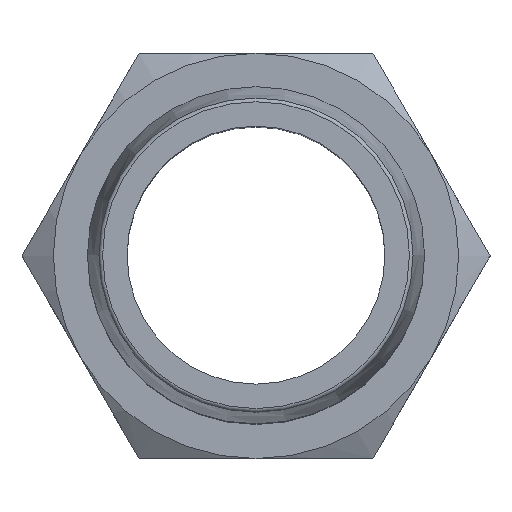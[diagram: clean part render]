
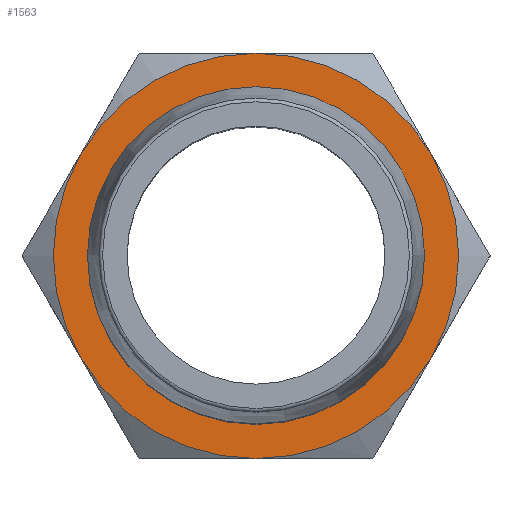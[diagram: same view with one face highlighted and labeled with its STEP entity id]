
A CAD part, top view. The second image highlights one B-rep face of the part: STEP entity #1563.
In plain terms, the highlighted face is planar.
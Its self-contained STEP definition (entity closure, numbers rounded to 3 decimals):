
#775=ORIENTED_EDGE('',*,*,#948,.T.);
#776=ORIENTED_EDGE('',*,*,#949,.T.);
#777=ORIENTED_EDGE('',*,*,#950,.T.);
#778=ORIENTED_EDGE('',*,*,#951,.T.);
#779=ORIENTED_EDGE('',*,*,#952,.T.);
#780=ORIENTED_EDGE('',*,*,#947,.T.);
#781=ORIENTED_EDGE('',*,*,#953,.F.);
#841=CIRCLE('',#1486,11.);
#842=CIRCLE('',#1488,11.);
#843=CIRCLE('',#1489,11.);
#844=CIRCLE('',#1490,11.);
#845=CIRCLE('',#1491,11.);
#846=CIRCLE('',#1492,11.);
#847=CIRCLE('',#1493,9.15);
#876=VERTEX_POINT('',#1321);
#880=VERTEX_POINT('',#1333);
#883=VERTEX_POINT('',#1343);
#886=VERTEX_POINT('',#1353);
#889=VERTEX_POINT('',#1363);
#890=VERTEX_POINT('',#1369);
#891=VERTEX_POINT('',#1380);
#947=EDGE_CURVE('',#890,#876,#841,.T.);
#948=EDGE_CURVE('',#876,#880,#842,.T.);
#949=EDGE_CURVE('',#880,#883,#843,.T.);
#950=EDGE_CURVE('',#883,#886,#844,.T.);
#951=EDGE_CURVE('',#886,#889,#845,.T.);
#952=EDGE_CURVE('',#889,#890,#846,.T.);
#953=EDGE_CURVE('',#891,#891,#847,.T.);
#988=EDGE_LOOP('',(#775,#776,#777,#778,#779,#780));
#989=EDGE_LOOP('',(#781));
#1048=FACE_BOUND('',#988,.T.);
#1049=FACE_BOUND('',#989,.T.);
#1195=DIRECTION('',(0.,1.,0.));
#1196=DIRECTION('',(-9.526,0.,5.5));
#1197=DIRECTION('',(0.,1.,0.));
#1198=DIRECTION('',(1.,0.,0.));
#1199=DIRECTION('',(0.,1.,0.));
#1200=DIRECTION('',(0.,0.,11.));
#1201=DIRECTION('',(0.,1.,0.));
#1202=DIRECTION('',(9.526,0.,5.5));
#1203=DIRECTION('',(0.,1.,0.));
#1204=DIRECTION('',(9.526,0.,-5.5));
#1205=DIRECTION('',(0.,1.,0.));
#1206=DIRECTION('',(0.,0.,-11.));
#1207=DIRECTION('',(0.,1.,0.));
#1208=DIRECTION('',(-9.526,0.,-5.5));
#1209=DIRECTION('',(0.,1.,0.));
#1210=DIRECTION('',(9.15,0.,0.));
#1321=CARTESIAN_POINT('',(26.566,32.845,11.));
#1333=CARTESIAN_POINT('',(36.092,32.845,5.5));
#1343=CARTESIAN_POINT('',(36.092,32.845,-5.5));
#1353=CARTESIAN_POINT('',(26.566,32.845,-11.));
#1363=CARTESIAN_POINT('',(17.039,32.845,-5.5));
#1369=CARTESIAN_POINT('',(17.039,32.845,5.5));
#1373=CARTESIAN_POINT('',(26.566,32.845,0.));
#1374=CARTESIAN_POINT('',(26.566,32.845,11.));
#1375=CARTESIAN_POINT('',(26.566,32.845,0.));
#1376=CARTESIAN_POINT('',(26.566,32.845,0.));
#1377=CARTESIAN_POINT('',(26.566,32.845,0.));
#1378=CARTESIAN_POINT('',(26.566,32.845,0.));
#1379=CARTESIAN_POINT('',(26.566,32.845,0.));
#1380=CARTESIAN_POINT('',(35.716,32.845,0.));
#1381=CARTESIAN_POINT('',(26.566,32.845,0.));
#1486=AXIS2_PLACEMENT_3D('',#1373,#1195,#1196);
#1487=AXIS2_PLACEMENT_3D('',#1374,#1197,#1198);
#1488=AXIS2_PLACEMENT_3D('',#1375,#1199,#1200);
#1489=AXIS2_PLACEMENT_3D('',#1376,#1201,#1202);
#1490=AXIS2_PLACEMENT_3D('',#1377,#1203,#1204);
#1491=AXIS2_PLACEMENT_3D('',#1378,#1205,#1206);
#1492=AXIS2_PLACEMENT_3D('',#1379,#1207,#1208);
#1493=AXIS2_PLACEMENT_3D('',#1381,#1209,#1210);
#1541=PLANE('',#1487);
#1563=ADVANCED_FACE('',(#1048,#1049),#1541,.T.);
